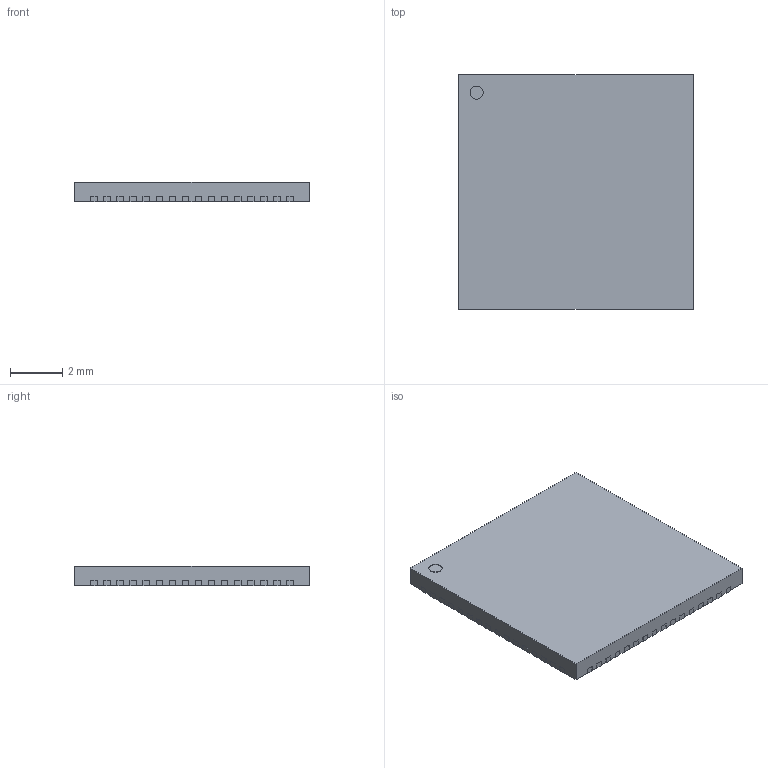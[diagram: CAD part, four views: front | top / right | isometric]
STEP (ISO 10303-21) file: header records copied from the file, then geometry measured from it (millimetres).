
FILE_DESCRIPTION(/* description */ ('model of QFN-64-1EP_9x9mm_P0.5mm_EP6x6mm'),/* implementation_level */ '2;1');
FILE_NAME(/* name */ 'QFN-64-1EP_9x9mm_P0.5mm_EP6x6mm.step',/* time_stamp */ '1970-01-01T00:00:00',/* author */ ('KiCAD','kicad'),/* organization */ ('OCCT'),/* preprocessor_version */ '',/* originating_system */ 'KiCAD',/* authorisation */ '');
FILE_SCHEMA(('AUTOMOTIVE_DESIGN { 1 0 10303 214 1 1 1 1 }'));
Length unit declared in the file: millimetre
Products named in the file (1): QFN-64-1EP_9x9mm_P0.5mm_EP6x6mm
Bounding box: 9 x 9 x 0.75 mm (x, y, z)
Volume: 59.7 mm3; surface area: 190.1 mm2
Topology: 1 solids, 1 shells, 398 faces, 1182 edges, 788 vertices
Faces by surface type: plane 333, cylinder 65
Full cylindrical faces by diameter (mm): 0.5 x1
Entity records: 9192 total; most frequent: ORIENTED_EDGE 2036, CARTESIAN_POINT 1437, EDGE_CURVE 1182, LINE 988, VERTEX_POINT 788, AXIS2_PLACEMENT_3D 529, FACE_BOUND 400, EDGE_LOOP 400
